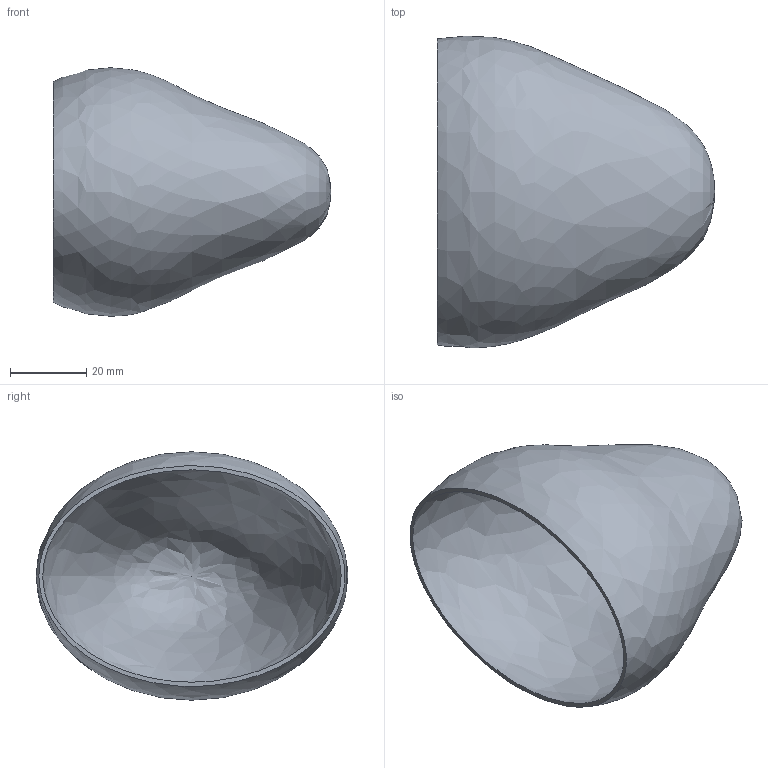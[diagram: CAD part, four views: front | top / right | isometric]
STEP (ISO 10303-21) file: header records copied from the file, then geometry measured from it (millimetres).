
FILE_DESCRIPTION(/* description */ (''),/* implementation_level */ '2;1');
FILE_NAME(/* name */ 'af85d2e3-29e6-4cc5-b973-472d82381fca.stp',/* time_stamp */ '2019-04-09T10:00:01+00:00',/* author */ (''),/* organization */ (''),/* preprocessor_version */ 'ST-DEVELOPER v18',/* originating_system */ 'Autodesk Translation Framework v8.2.0.1029',/* authorisation */ '');
FILE_SCHEMA (('AUTOMOTIVE_DESIGN { 1 0 10303 214 3 1 1 }'));
Length unit declared in the file: millimetre
Products named in the file (1): PMMA
Bounding box: 72.5 x 81.51 x 65 mm (x, y, z)
Volume: 13428.5 mm3; surface area: 27087 mm2
Topology: 1 solids, 1 shells, 3 faces, 6 edges, 4 vertices
Faces by surface type: bspline 2, plane 1
Entity records: 602 total; most frequent: CARTESIAN_POINT 518, ORIENTED_EDGE 8, EDGE_LOOP 4, B_SPLINE_CURVE_WITH_KNOTS 4, VERTEX_POINT 4, EDGE_CURVE 4, DIRECTION 4, FACE_OUTER_BOUND 3
